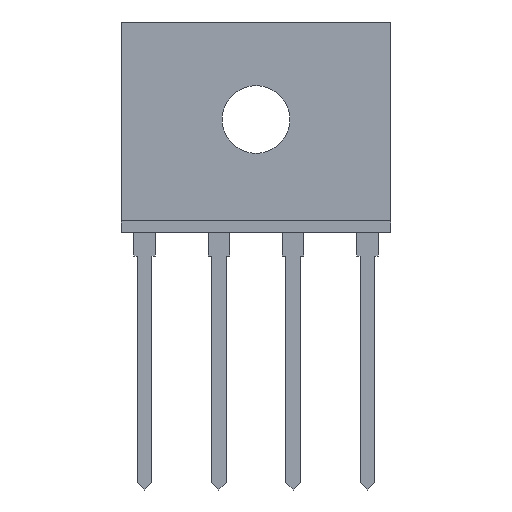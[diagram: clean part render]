
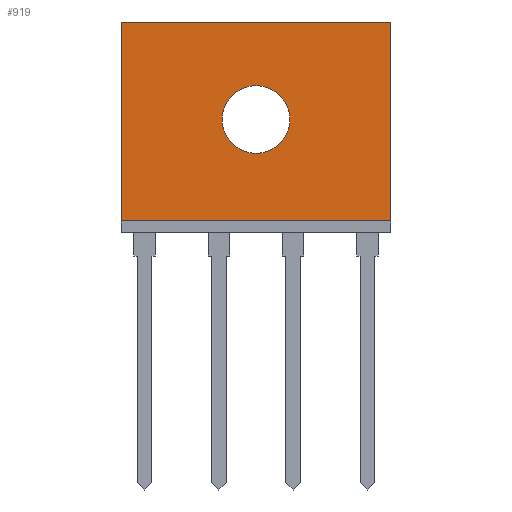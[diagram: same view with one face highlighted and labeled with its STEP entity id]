
A CAD part, front view. The second image highlights one B-rep face of the part: STEP entity #919.
In plain terms, the highlighted planar face has unit normal (0, -1, 0).
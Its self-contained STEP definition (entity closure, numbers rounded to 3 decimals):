
#25=FACE_BOUND('',#87,.T.);
#27=CIRCLE('',#991,1.735);
#32=FACE_OUTER_BOUND('',#86,.T.);
#86=EDGE_LOOP('',(#624,#625,#626,#627));
#87=EDGE_LOOP('',(#628));
#142=LINE('',#1297,#269);
#144=LINE('',#1302,#271);
#148=LINE('',#1312,#275);
#149=LINE('',#1313,#276);
#269=VECTOR('',#1055,10.);
#271=VECTOR('',#1059,10.);
#275=VECTOR('',#1069,10.);
#276=VECTOR('',#1070,10.);
#395=VERTEX_POINT('',#1293);
#396=VERTEX_POINT('',#1295);
#398=VERTEX_POINT('',#1300);
#400=VERTEX_POINT('',#1307);
#401=VERTEX_POINT('',#1311);
#483=EDGE_CURVE('',#395,#396,#142,.T.);
#485=EDGE_CURVE('',#396,#398,#144,.T.);
#489=EDGE_CURVE('',#400,#400,#27,.T.);
#490=EDGE_CURVE('',#398,#401,#148,.T.);
#491=EDGE_CURVE('',#401,#395,#149,.T.);
#624=ORIENTED_EDGE('',*,*,#490,.T.);
#625=ORIENTED_EDGE('',*,*,#491,.T.);
#626=ORIENTED_EDGE('',*,*,#483,.T.);
#627=ORIENTED_EDGE('',*,*,#485,.T.);
#628=ORIENTED_EDGE('',*,*,#489,.T.);
#866=PLANE('',#992);
#919=ADVANCED_FACE('',(#32,#25),#866,.F.);
#991=AXIS2_PLACEMENT_3D('',#1309,#1065,#1066);
#992=AXIS2_PLACEMENT_3D('',#1310,#1067,#1068);
#1055=DIRECTION('',(-1.,0.,0.));
#1059=DIRECTION('',(0.,0.,-1.));
#1065=DIRECTION('center_axis',(0.,1.,0.));
#1066=DIRECTION('ref_axis',(1.,0.,0.));
#1067=DIRECTION('center_axis',(0.,1.,0.));
#1068=DIRECTION('ref_axis',(1.,0.,0.));
#1069=DIRECTION('',(1.,0.,0.));
#1070=DIRECTION('',(0.,0.,1.));
#1293=CARTESIAN_POINT('',(6.9,-2.6,10.8));
#1295=CARTESIAN_POINT('',(-6.9,-2.6,10.8));
#1297=CARTESIAN_POINT('',(6.9,-2.6,10.8));
#1300=CARTESIAN_POINT('',(-6.9,-2.6,0.6));
#1302=CARTESIAN_POINT('',(-6.9,-2.6,10.8));
#1307=CARTESIAN_POINT('',(-1.735,-2.6,5.8));
#1309=CARTESIAN_POINT('Origin',(0.,-2.6,5.8));
#1310=CARTESIAN_POINT('Origin',(0.,-2.6,5.4));
#1311=CARTESIAN_POINT('',(6.9,-2.6,0.6));
#1312=CARTESIAN_POINT('',(-3.45,-2.6,0.6));
#1313=CARTESIAN_POINT('',(6.9,-2.6,0.));
